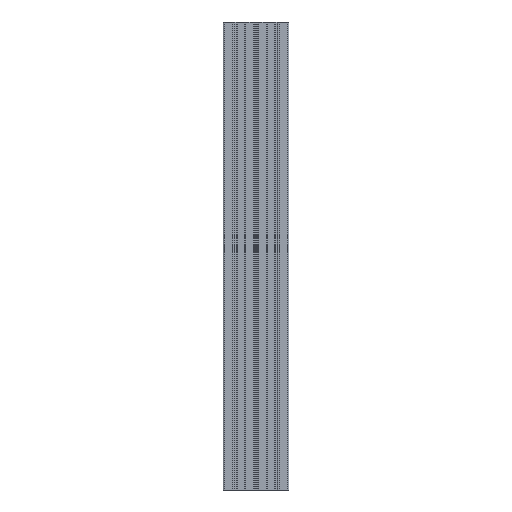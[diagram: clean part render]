
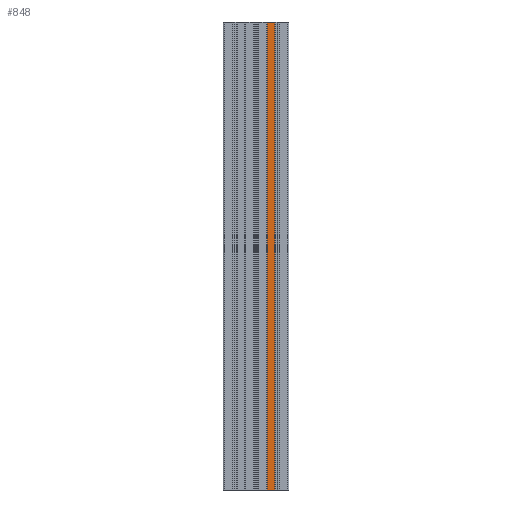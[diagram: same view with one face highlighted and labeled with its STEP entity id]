
A CAD part, front view. The second image highlights one B-rep face of the part: STEP entity #848.
In plain terms, the highlighted planar face has unit normal (0, -1, 0).
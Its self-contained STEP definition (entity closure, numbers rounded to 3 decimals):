
#578 = CARTESIAN_POINT ( 'NONE',  ( 23.624, -20., -1000. ) ) ;
#711 = ORIENTED_EDGE ( 'NONE', *, *, #5654, .T. ) ;
#785 = EDGE_CURVE ( 'NONE', #9230, #8444, #5891, .T. ) ;
#848 = ADVANCED_FACE ( 'NONE', ( #3280 ), #3575, .T. ) ;
#1748 = VERTEX_POINT ( 'NONE', #4262 ) ;
#2446 = CARTESIAN_POINT ( 'NONE',  ( 23.624, -20., 0. ) ) ;
#2761 = AXIS2_PLACEMENT_3D ( 'NONE', #8979, #10651, #7191 ) ;
#3138 = EDGE_LOOP ( 'NONE', ( #5895, #7011, #10394, #711 ) ) ;
#3280 = FACE_OUTER_BOUND ( 'NONE', #3138, .T. ) ;
#3575 = PLANE ( 'NONE',  #2761 ) ;
#3672 = CARTESIAN_POINT ( 'NONE',  ( 23.624, -20., -1000. ) ) ;
#3688 = DIRECTION ( 'NONE',  ( 0., 0., 1. ) ) ;
#4229 = CARTESIAN_POINT ( 'NONE',  ( 23.624, -20., 0. ) ) ;
#4262 = CARTESIAN_POINT ( 'NONE',  ( 23.624, -20., -1000. ) ) ;
#5152 = EDGE_CURVE ( 'NONE', #1748, #7097, #8704, .T. ) ;
#5564 = DIRECTION ( 'NONE',  ( 0., 0., 1. ) ) ;
#5654 = EDGE_CURVE ( 'NONE', #7097, #8444, #6415, .T. ) ;
#5891 = LINE ( 'NONE', #4229, #9212 ) ;
#5895 = ORIENTED_EDGE ( 'NONE', *, *, #785, .F. ) ;
#6369 = VECTOR ( 'NONE', #5564, 1000. ) ;
#6415 = LINE ( 'NONE', #10214, #8718 ) ;
#6902 = EDGE_CURVE ( 'NONE', #1748, #9230, #11033, .T. ) ;
#7011 = ORIENTED_EDGE ( 'NONE', *, *, #6902, .F. ) ;
#7097 = VERTEX_POINT ( 'NONE', #7819 ) ;
#7191 = DIRECTION ( 'NONE',  ( 0., 0., -1. ) ) ;
#7566 = VECTOR ( 'NONE', #11439, 1000. ) ;
#7819 = CARTESIAN_POINT ( 'NONE',  ( 40.2, -20., -1000. ) ) ;
#8444 = VERTEX_POINT ( 'NONE', #9723 ) ;
#8704 = LINE ( 'NONE', #578, #7566 ) ;
#8718 = VECTOR ( 'NONE', #3688, 1000. ) ;
#8742 = DIRECTION ( 'NONE',  ( 1., 0., 0. ) ) ;
#8979 = CARTESIAN_POINT ( 'NONE',  ( 23.624, -20., -1000. ) ) ;
#9212 = VECTOR ( 'NONE', #8742, 1000. ) ;
#9230 = VERTEX_POINT ( 'NONE', #2446 ) ;
#9723 = CARTESIAN_POINT ( 'NONE',  ( 40.2, -20., 0. ) ) ;
#10214 = CARTESIAN_POINT ( 'NONE',  ( 40.2, -20., -1000. ) ) ;
#10394 = ORIENTED_EDGE ( 'NONE', *, *, #5152, .T. ) ;
#10651 = DIRECTION ( 'NONE',  ( 0., -1., 0. ) ) ;
#11033 = LINE ( 'NONE', #3672, #6369 ) ;
#11439 = DIRECTION ( 'NONE',  ( 1., 0., 0. ) ) ;
